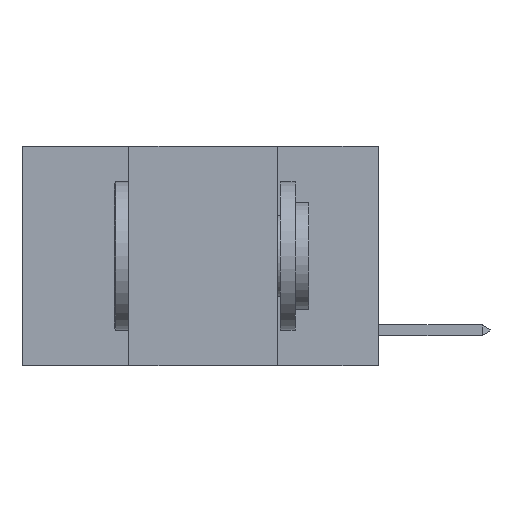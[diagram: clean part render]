
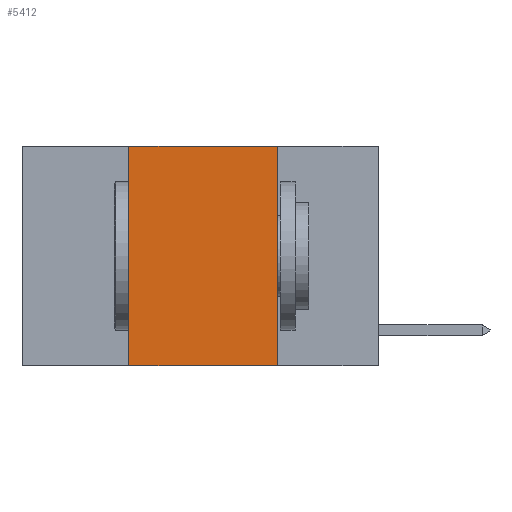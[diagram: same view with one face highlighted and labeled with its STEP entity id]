
A CAD part, left-side view. The second image highlights one B-rep face of the part: STEP entity #5412.
In plain terms, the highlighted planar face has unit normal (-1, 0, 0).
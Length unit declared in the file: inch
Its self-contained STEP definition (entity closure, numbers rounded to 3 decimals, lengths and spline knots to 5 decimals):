
#200 = DIRECTION ( 'NONE',  ( 0., 0., 1. ) ) ;
#580 = VERTEX_POINT ( 'NONE', #14774 ) ;
#832 = LINE ( 'NONE', #12086, #5659 ) ;
#2057 = EDGE_CURVE ( 'NONE', #19096, #580, #19165, .T. ) ;
#2871 = VECTOR ( 'NONE', #5974, 39.37008 ) ;
#3386 = EDGE_LOOP ( 'NONE', ( #23037, #19179, #10051, #15271 ) ) ;
#3523 = LINE ( 'NONE', #3959, #2871 ) ;
#3959 = CARTESIAN_POINT ( 'NONE',  ( 0., 0.6, 0. ) ) ;
#5152 = EDGE_CURVE ( 'NONE', #16104, #24415, #24360, .T. ) ;
#5412 = ADVANCED_FACE ( 'NONE', ( #21085 ), #18600, .F. ) ;
#5659 = VECTOR ( 'NONE', #10145, 39.37008 ) ;
#5814 = DIRECTION ( 'NONE',  ( 0., 0., -1. ) ) ;
#5974 = DIRECTION ( 'NONE',  ( 0., -1., 0. ) ) ;
#6046 = CARTESIAN_POINT ( 'NONE',  ( 0., 0.42, -0.37 ) ) ;
#7361 = EDGE_CURVE ( 'NONE', #19096, #24415, #832, .T. ) ;
#8937 = DIRECTION ( 'NONE',  ( 0., 0., -1. ) ) ;
#9402 = VECTOR ( 'NONE', #200, 39.37008 ) ;
#10051 = ORIENTED_EDGE ( 'NONE', *, *, #2057, .F. ) ;
#10145 = DIRECTION ( 'NONE',  ( 0., -1., 0. ) ) ;
#11875 = CARTESIAN_POINT ( 'NONE',  ( 0., 0.17, 0. ) ) ;
#12086 = CARTESIAN_POINT ( 'NONE',  ( 0., 0.6, -0.37 ) ) ;
#12411 = CARTESIAN_POINT ( 'NONE',  ( 0., 0.42, 0. ) ) ;
#12945 = AXIS2_PLACEMENT_3D ( 'NONE', #20570, #14806, #8937 ) ;
#13615 = VECTOR ( 'NONE', #5814, 39.37008 ) ;
#14774 = CARTESIAN_POINT ( 'NONE',  ( 0., 0.42, 0. ) ) ;
#14806 = DIRECTION ( 'NONE',  ( 1., 0., 0. ) ) ;
#15271 = ORIENTED_EDGE ( 'NONE', *, *, #7361, .T. ) ;
#16104 = VERTEX_POINT ( 'NONE', #16432 ) ;
#16432 = CARTESIAN_POINT ( 'NONE',  ( 0., 0.17, 0. ) ) ;
#18600 = PLANE ( 'NONE',  #12945 ) ;
#19096 = VERTEX_POINT ( 'NONE', #6046 ) ;
#19165 = LINE ( 'NONE', #12411, #9402 ) ;
#19179 = ORIENTED_EDGE ( 'NONE', *, *, #21578, .F. ) ;
#20570 = CARTESIAN_POINT ( 'NONE',  ( 0., 0.6, 0. ) ) ;
#21085 = FACE_OUTER_BOUND ( 'NONE', #3386, .T. ) ;
#21578 = EDGE_CURVE ( 'NONE', #580, #16104, #3523, .T. ) ;
#23037 = ORIENTED_EDGE ( 'NONE', *, *, #5152, .F. ) ;
#24360 = LINE ( 'NONE', #11875, #13615 ) ;
#24415 = VERTEX_POINT ( 'NONE', #25126 ) ;
#25126 = CARTESIAN_POINT ( 'NONE',  ( 0., 0.17, -0.37 ) ) ;
